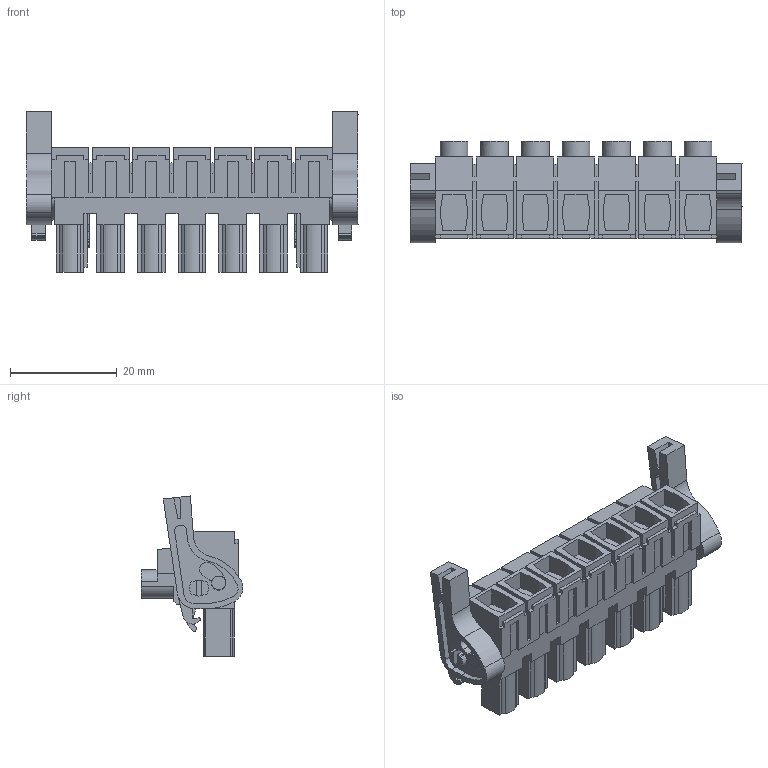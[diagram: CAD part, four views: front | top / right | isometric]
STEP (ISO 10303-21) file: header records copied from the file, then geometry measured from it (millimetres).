
FILE_DESCRIPTION(('CATIA V5 STEP Exchange','CAx-IF Rec.Pracs.--- Model Styling and Organization---1.2---2011-12-15'),'2;1');
FILE_NAME ('D1449565_0', '2017-06-08T09:11:40+00:00', ('none'), ('Weidmueller'), 'CATIA Version 5-6 Release 2014', 'CATIA V5 STEP AP214', 'none');
FILE_SCHEMA(('AUTOMOTIVE_DESIGN { 1 0 10303 214 1 1 1 1 }'));
Length unit declared in the file: millimetre
Products named in the file (1): 1164970000
Bounding box: 62.22 x 19.05 x 30.02 mm (x, y, z)
Volume: 10918 mm3; surface area: 9556.4 mm2
Topology: 10 solids, 10 shells, 871 faces, 2503 edges, 1690 vertices
Faces by surface type: plane 660, cylinder 209, extrusion 2
Entity records: 27500 total; most frequent: ORIENTED_EDGE 5006, CARTESIAN_POINT 4889, DIRECTION 3658, EDGE_CURVE 2503, VECTOR 2021, LINE 2019, VERTEX_POINT 1690, AXIS2_PLACEMENT_3D 1054
